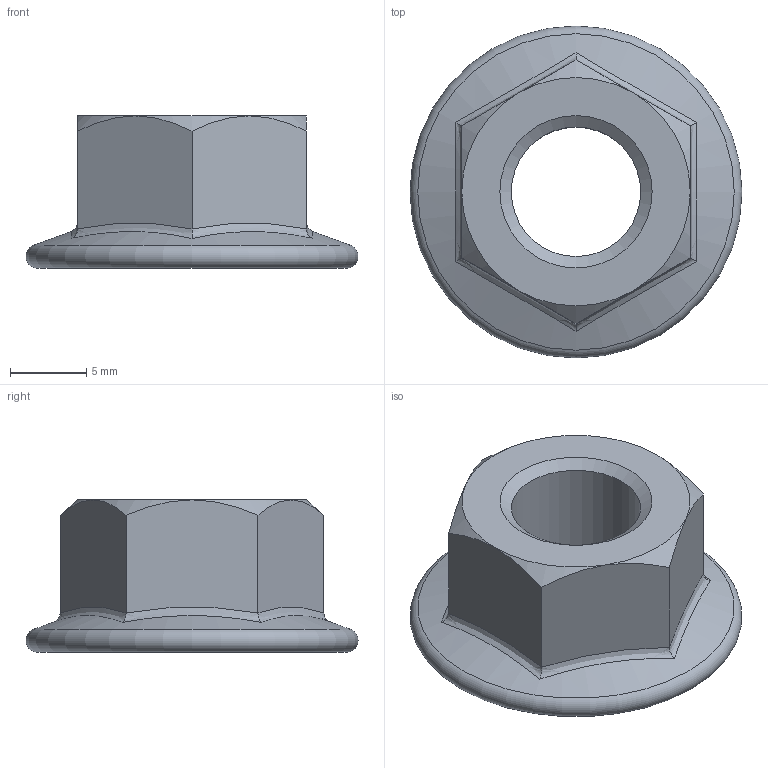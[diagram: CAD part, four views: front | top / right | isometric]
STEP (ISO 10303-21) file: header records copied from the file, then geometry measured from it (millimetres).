
FILE_DESCRIPTION (( 'STEP AP214' ), '1' );
FILE_NAME ('ISO - 4161 - M10 - N.STEP', '2025-04-02T16:42:53', ( '' ), ( '' ), 'SwSTEP 2.0', 'SolidWorks 2025', '' );
FILE_SCHEMA (( 'AUTOMOTIVE_DESIGN' ));
Length unit declared in the file: millimetre
Products named in the file (1): ISO - 4161 - M10 - N_ISO - 4161 - M10 - N
Bounding box: 21.8 x 21.8 x 10 mm (x, y, z)
Volume: 1682 mm3; surface area: 1327.4 mm2
Topology: 1 solids, 1 shells, 26 faces, 58 edges, 34 vertices
Faces by surface type: cone 9, plane 8, bspline 6, cylinder 2, torus 1
Full cylindrical faces by diameter (mm): 8.5 x1, 10 x1
Entity records: 931 total; most frequent: CARTESIAN_POINT 449, ORIENTED_EDGE 98, DIRECTION 74, EDGE_CURVE 49, EDGE_LOOP 34, AXIS2_PLACEMENT_3D 34, VERTEX_POINT 31, B_SPLINE_CURVE_WITH_KNOTS 30
